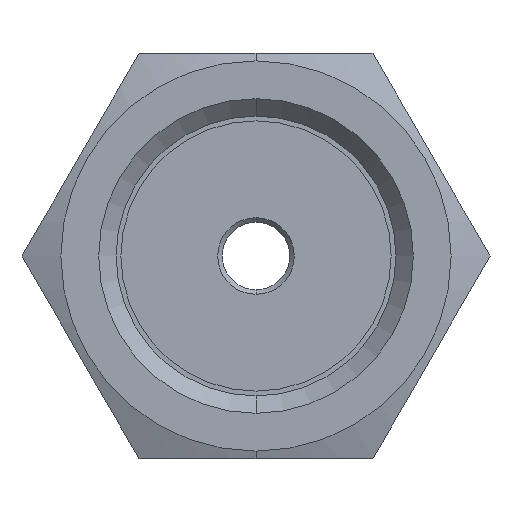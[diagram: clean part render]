
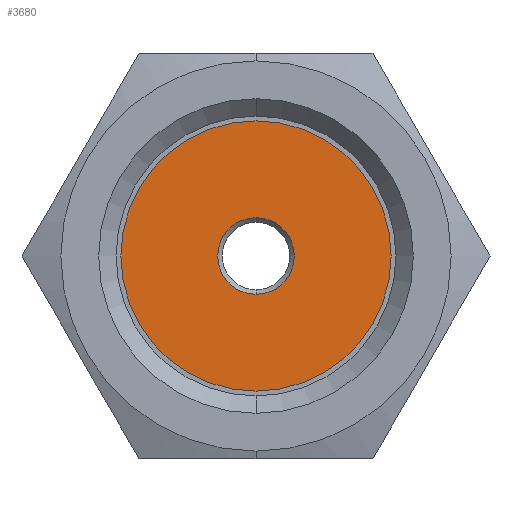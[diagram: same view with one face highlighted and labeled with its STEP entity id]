
A CAD part, left-side view. The second image highlights one B-rep face of the part: STEP entity #3680.
In plain terms, the highlighted planar face has unit normal (-1, 0, 0).
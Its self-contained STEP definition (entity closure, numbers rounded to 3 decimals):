
#42 = CARTESIAN_POINT ( 'NONE',  ( -32., 0., 0. ) ) ;
#268 = DIRECTION ( 'NONE',  ( 1., 0., 0. ) ) ;
#313 = CARTESIAN_POINT ( 'NONE',  ( -32., 0., 0. ) ) ;
#326 = CARTESIAN_POINT ( 'NONE',  ( -32., 0., -2.55 ) ) ;
#499 = CARTESIAN_POINT ( 'NONE',  ( -32., 0., 2.55 ) ) ;
#918 = AXIS2_PLACEMENT_3D ( 'NONE', #8357, #4358, #5747 ) ;
#1196 = EDGE_CURVE ( 'NONE', #15714, #13384, #4274, .T. ) ;
#1601 = CARTESIAN_POINT ( 'NONE',  ( -32., 0., 0. ) ) ;
#2329 = DIRECTION ( 'NONE',  ( 0., 0., 1. ) ) ;
#2910 = EDGE_LOOP ( 'NONE', ( #16253, #7376 ) ) ;
#2925 = AXIS2_PLACEMENT_3D ( 'NONE', #1601, #268, #14886 ) ;
#3554 = PLANE ( 'NONE',  #13940 ) ;
#3597 = EDGE_LOOP ( 'NONE', ( #11141, #7020 ) ) ;
#3680 = ADVANCED_FACE ( 'NONE', ( #7262, #13719 ), #3554, .T. ) ;
#4274 = CIRCLE ( 'NONE', #918, 9. ) ;
#4358 = DIRECTION ( 'NONE',  ( 1., 0., 0. ) ) ;
#4607 = AXIS2_PLACEMENT_3D ( 'NONE', #313, #5587, #16270 ) ;
#5224 = EDGE_CURVE ( 'NONE', #14618, #7051, #10558, .T. ) ;
#5587 = DIRECTION ( 'NONE',  ( 1., 0., 0. ) ) ;
#5747 = DIRECTION ( 'NONE',  ( 0., 0., -1. ) ) ;
#7020 = ORIENTED_EDGE ( 'NONE', *, *, #16258, .F. ) ;
#7051 = VERTEX_POINT ( 'NONE', #326 ) ;
#7262 = FACE_BOUND ( 'NONE', #2910, .T. ) ;
#7376 = ORIENTED_EDGE ( 'NONE', *, *, #10635, .T. ) ;
#7962 = DIRECTION ( 'NONE',  ( 1., 0., 0. ) ) ;
#8050 = CARTESIAN_POINT ( 'NONE',  ( -32., 0., 9. ) ) ;
#8111 = AXIS2_PLACEMENT_3D ( 'NONE', #42, #7962, #9363 ) ;
#8357 = CARTESIAN_POINT ( 'NONE',  ( -32., 0., 0. ) ) ;
#9363 = DIRECTION ( 'NONE',  ( 0., 0., -1. ) ) ;
#10558 = CIRCLE ( 'NONE', #2925, 2.55 ) ;
#10635 = EDGE_CURVE ( 'NONE', #7051, #14618, #12221, .T. ) ;
#11141 = ORIENTED_EDGE ( 'NONE', *, *, #1196, .F. ) ;
#11695 = CARTESIAN_POINT ( 'NONE',  ( -32., 0., -9. ) ) ;
#12221 = CIRCLE ( 'NONE', #4607, 2.55 ) ;
#13384 = VERTEX_POINT ( 'NONE', #8050 ) ;
#13621 = CIRCLE ( 'NONE', #8111, 9. ) ;
#13719 = FACE_OUTER_BOUND ( 'NONE', #3597, .T. ) ;
#13940 = AXIS2_PLACEMENT_3D ( 'NONE', #15633, #15582, #2329 ) ;
#14618 = VERTEX_POINT ( 'NONE', #499 ) ;
#14886 = DIRECTION ( 'NONE',  ( 0., 0., 1. ) ) ;
#15582 = DIRECTION ( 'NONE',  ( -1., 0., 0. ) ) ;
#15633 = CARTESIAN_POINT ( 'NONE',  ( -32., 9., 0. ) ) ;
#15714 = VERTEX_POINT ( 'NONE', #11695 ) ;
#16253 = ORIENTED_EDGE ( 'NONE', *, *, #5224, .T. ) ;
#16258 = EDGE_CURVE ( 'NONE', #13384, #15714, #13621, .T. ) ;
#16270 = DIRECTION ( 'NONE',  ( 0., 0., 1. ) ) ;
